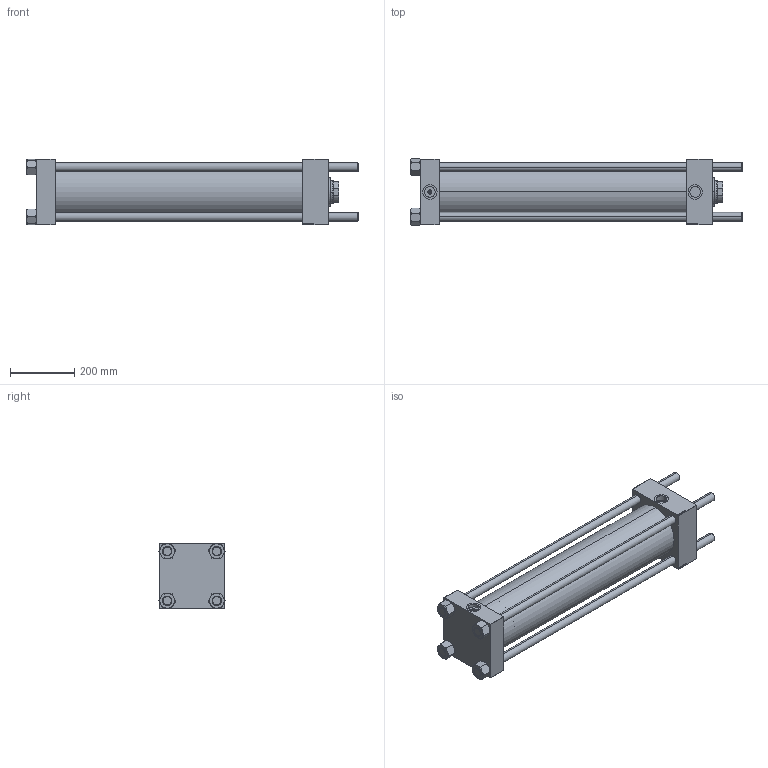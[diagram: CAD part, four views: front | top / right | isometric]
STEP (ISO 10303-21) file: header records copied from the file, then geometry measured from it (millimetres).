
FILE_DESCRIPTION (( 'STEP AP203' ), '1' );
FILE_NAME ('4967.STEP', '2022-04-14T10:16:04', ( '' ), ( '' ), 'SwSTEP 2.0', 'SolidWorks 2019', '' );
FILE_SCHEMA (( 'CONFIG_CONTROL_DESIGN' ));
Length unit declared in the file: millimetre
Products named in the file (6): V215CR_B_TYCINKA 8c6ffc53f2585088b54feba4c74e10de; V215_VC_A 8c6ffc53f2585088b54feba4c74e10de; V215CR_B-1 8c6ffc53f2585088b54feba4c74e10de; V215CR_VCP_B 8c6ffc53f2585088b54feba4c74e10de; 4967; NUT_M5_B 8c6ffc53f2585088b54feba4c74e10de
Assembly tree (11 placements, depth 2):
  4967
    V215CR_B-1 8c6ffc53f2585088b54feba4c74e10de
    V215CR_VCP_B 8c6ffc53f2585088b54feba4c74e10de
    NUT_M5_B 8c6ffc53f2585088b54feba4c74e10de  x4
    V215CR_B_TYCINKA 8c6ffc53f2585088b54feba4c74e10de  x4
    V215_VC_A 8c6ffc53f2585088b54feba4c74e10de
Bounding box: 1036 x 207.94 x 205 mm (x, y, z)
Volume: 12971510.2 mm3; surface area: 1830715 mm2
Topology: 11 solids, 11 shells, 1212 faces, 3102 edges, 2021 vertices
Faces by surface type: bspline 504, plane 482, cone 136, cylinder 82, torus 8
Entity records: 57426 total; most frequent: CARTESIAN_POINT 34152, ORIENTED_EDGE 5468, DIRECTION 3030, EDGE_CURVE 2734, VERTEX_POINT 1799, LINE 1468, VECTOR 1468, EDGE_LOOP 1181
